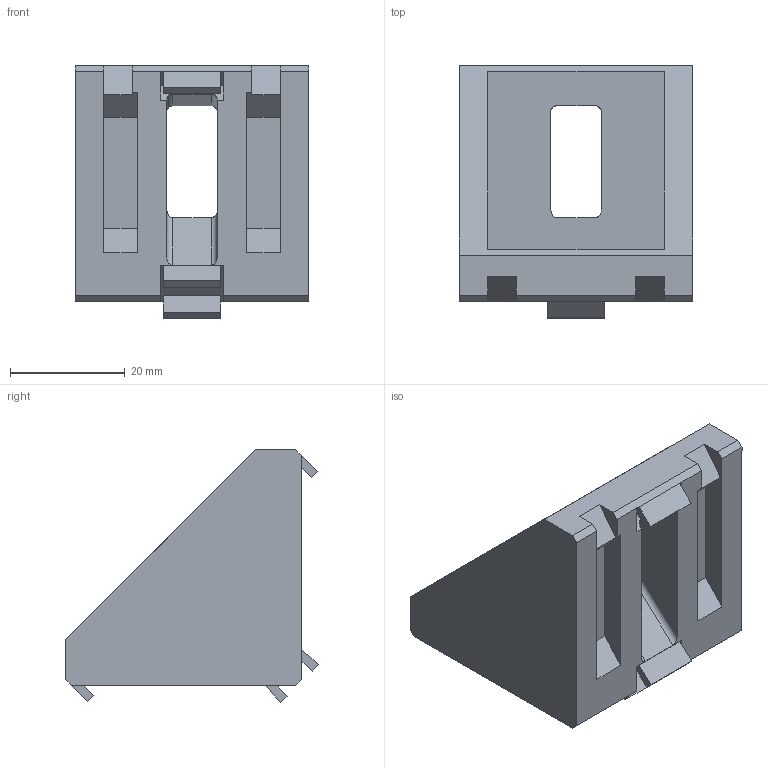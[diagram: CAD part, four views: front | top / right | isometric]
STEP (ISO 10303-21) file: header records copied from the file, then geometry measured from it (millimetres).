
FILE_DESCRIPTION (( 'STEP AP214' ), '1' );
FILE_NAME ('SNSS.30.70.19 Óãëîâîé àëþìèíèåâûé ñîåäèíèòåëü 45x45, ïàç 10(X06).STEP', '2018-07-17T08:26:16', ( '' ), ( '' ), 'SwSTEP 2.0', 'SolidWorks 2018', '' );
FILE_SCHEMA (( 'AUTOMOTIVE_DESIGN' ));
Length unit declared in the file: millimetre
Products named in the file (1): SNSS.30.70.19 Óãëîâîé àëþìèíèåâûé ñîåäèíèòåëü 45x45, ïàç 10(X06)
Bounding box: 40.67 x 43.95 x 43.95 mm (x, y, z)
Volume: 24988.3 mm3; surface area: 11384.5 mm2
Topology: 5 solids, 5 shells, 100 faces, 265 edges, 174 vertices
Faces by surface type: plane 92, cylinder 8
Entity records: 3103 total; most frequent: CARTESIAN_POINT 588, ORIENTED_EDGE 530, DIRECTION 451, EDGE_CURVE 265, VECTOR 249, LINE 249, VERTEX_POINT 174, EDGE_LOOP 103
